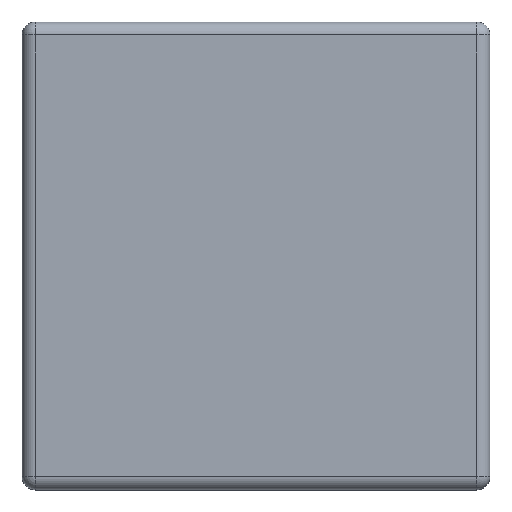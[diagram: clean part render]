
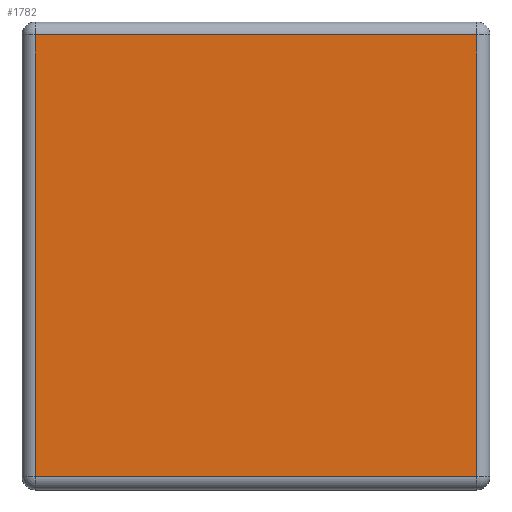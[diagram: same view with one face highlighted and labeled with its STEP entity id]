
A CAD part, top view. The second image highlights one B-rep face of the part: STEP entity #1782.
In plain terms, the highlighted planar face has unit normal (0, 0, 1).
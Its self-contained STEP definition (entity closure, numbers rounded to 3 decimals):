
#1605 = VERTEX_POINT('',#1606);
#1606 = CARTESIAN_POINT('',(-0.85,0.85,0.65));
#1613 = EDGE_CURVE('',#1605,#1614,#1616,.T.);
#1614 = VERTEX_POINT('',#1615);
#1615 = CARTESIAN_POINT('',(0.85,0.85,0.65));
#1616 = LINE('',#1617,#1618);
#1617 = CARTESIAN_POINT('',(-0.9,0.85,0.65));
#1618 = VECTOR('',#1619,1.);
#1619 = DIRECTION('',(1.,0.,0.));
#1782 = ADVANCED_FACE('',(#1783),#1808,.F.);
#1783 = FACE_BOUND('',#1784,.F.);
#1784 = EDGE_LOOP('',(#1785,#1795,#1801,#1802));
#1785 = ORIENTED_EDGE('',*,*,#1786,.T.);
#1786 = EDGE_CURVE('',#1787,#1789,#1791,.T.);
#1787 = VERTEX_POINT('',#1788);
#1788 = CARTESIAN_POINT('',(0.85,-0.85,0.65));
#1789 = VERTEX_POINT('',#1790);
#1790 = CARTESIAN_POINT('',(-0.85,-0.85,0.65));
#1791 = LINE('',#1792,#1793);
#1792 = CARTESIAN_POINT('',(0.9,-0.85,0.65));
#1793 = VECTOR('',#1794,1.);
#1794 = DIRECTION('',(-1.,0.,0.));
#1795 = ORIENTED_EDGE('',*,*,#1796,.T.);
#1796 = EDGE_CURVE('',#1789,#1605,#1797,.T.);
#1797 = LINE('',#1798,#1799);
#1798 = CARTESIAN_POINT('',(-0.85,-0.9,0.65));
#1799 = VECTOR('',#1800,1.);
#1800 = DIRECTION('',(0.,1.,0.));
#1801 = ORIENTED_EDGE('',*,*,#1613,.T.);
#1802 = ORIENTED_EDGE('',*,*,#1803,.T.);
#1803 = EDGE_CURVE('',#1614,#1787,#1804,.T.);
#1804 = LINE('',#1805,#1806);
#1805 = CARTESIAN_POINT('',(0.85,0.9,0.65));
#1806 = VECTOR('',#1807,1.);
#1807 = DIRECTION('',(0.,-1.,0.));
#1808 = PLANE('',#1809);
#1809 = AXIS2_PLACEMENT_3D('',#1810,#1811,#1812);
#1810 = CARTESIAN_POINT('',(0.,0.,0.65
    ));
#1811 = DIRECTION('',(-0.,-0.,-1.));
#1812 = DIRECTION('',(-1.,0.,0.));
